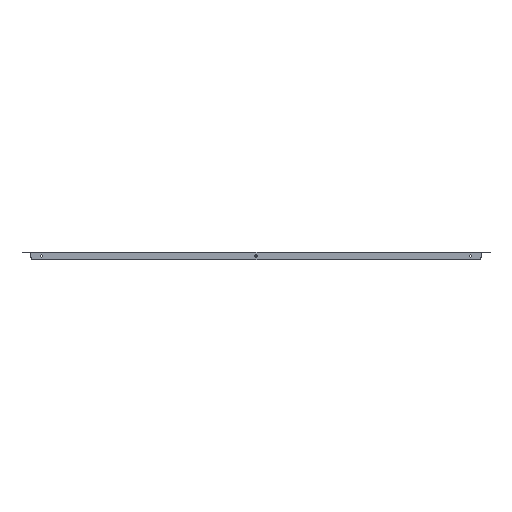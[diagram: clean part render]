
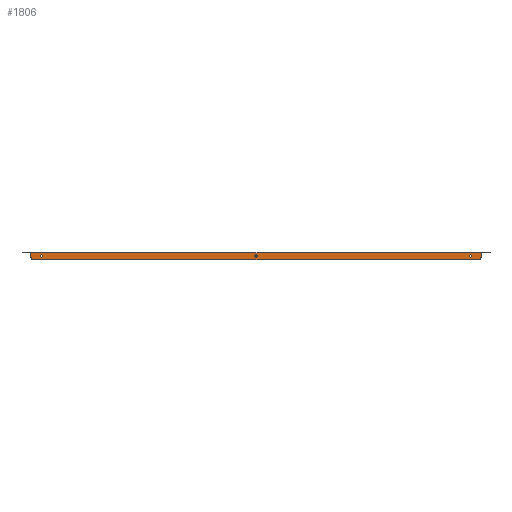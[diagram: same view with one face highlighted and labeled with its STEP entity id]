
A CAD part, front view. The second image highlights one B-rep face of the part: STEP entity #1806.
In plain terms, the highlighted planar face has unit normal (0, -1, 0).
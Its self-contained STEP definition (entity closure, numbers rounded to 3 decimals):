
#15 = CIRCLE ( 'NONE', #385, 2.1 ) ;
#26 = CARTESIAN_POINT ( 'NONE',  ( -421.25, -49.8, -10. ) ) ;
#93 = EDGE_LOOP ( 'NONE', ( #579 ) ) ;
#150 = VERTEX_POINT ( 'NONE', #939 ) ;
#191 = EDGE_CURVE ( 'NONE', #1835, #1474, #1673, .T. ) ;
#202 = EDGE_CURVE ( 'NONE', #1030, #1835, #1307, .T. ) ;
#206 = CARTESIAN_POINT ( 'NONE',  ( 0., -49.8, 0. ) ) ;
#213 = PLANE ( 'NONE',  #1543 ) ;
#214 = EDGE_CURVE ( 'NONE', #150, #150, #592, .T. ) ;
#228 = CARTESIAN_POINT ( 'NONE',  ( 0., -49.8, -5.4 ) ) ;
#281 = ORIENTED_EDGE ( 'NONE', *, *, #1638, .F. ) ;
#297 = CIRCLE ( 'NONE', #721, 2.1 ) ;
#305 = ORIENTED_EDGE ( 'NONE', *, *, #1162, .T. ) ;
#312 = DIRECTION ( 'NONE',  ( 0., 0., 1. ) ) ;
#315 = FACE_OUTER_BOUND ( 'NONE', #456, .T. ) ;
#332 = EDGE_LOOP ( 'NONE', ( #1386 ) ) ;
#338 = EDGE_CURVE ( 'NONE', #1708, #1030, #1450, .T. ) ;
#358 = DIRECTION ( 'NONE',  ( 0., 0., -1. ) ) ;
#364 = CARTESIAN_POINT ( 'NONE',  ( -426.25, -49.8, 0. ) ) ;
#377 = CARTESIAN_POINT ( 'NONE',  ( 421.25, -49.8, -10. ) ) ;
#385 = AXIS2_PLACEMENT_3D ( 'NONE', #1183, #1081, #784 ) ;
#456 = EDGE_LOOP ( 'NONE', ( #305, #1293, #474, #670, #1706, #281 ) ) ;
#474 = ORIENTED_EDGE ( 'NONE', *, *, #202, .T. ) ;
#497 = DIRECTION ( 'NONE',  ( 1., 0., 0. ) ) ;
#500 = CARTESIAN_POINT ( 'NONE',  ( 0., -49.8, -15. ) ) ;
#511 = EDGE_CURVE ( 'NONE', #1783, #1783, #15, .T. ) ;
#561 = DIRECTION ( 'NONE',  ( 0., -1., 0. ) ) ;
#567 = VECTOR ( 'NONE', #358, 1000. ) ;
#570 = VECTOR ( 'NONE', #497, 1000. ) ;
#579 = ORIENTED_EDGE ( 'NONE', *, *, #511, .T. ) ;
#587 = AXIS2_PLACEMENT_3D ( 'NONE', #832, #969, #1864 ) ;
#592 = CIRCLE ( 'NONE', #587, 2.1 ) ;
#670 = ORIENTED_EDGE ( 'NONE', *, *, #191, .T. ) ;
#721 = AXIS2_PLACEMENT_3D ( 'NONE', #740, #1308, #312 ) ;
#728 = DIRECTION ( 'NONE',  ( 0., 0., 1. ) ) ;
#740 = CARTESIAN_POINT ( 'NONE',  ( 406.25, -49.8, -7.5 ) ) ;
#784 = DIRECTION ( 'NONE',  ( 0., 0., 1. ) ) ;
#811 = FACE_BOUND ( 'NONE', #1860, .T. ) ;
#832 = CARTESIAN_POINT ( 'NONE',  ( -406.25, -49.8, -7.5 ) ) ;
#837 = VERTEX_POINT ( 'NONE', #1553 ) ;
#867 = EDGE_CURVE ( 'NONE', #837, #837, #297, .T. ) ;
#895 = CARTESIAN_POINT ( 'NONE',  ( -421.25, -49.8, -15. ) ) ;
#939 = CARTESIAN_POINT ( 'NONE',  ( -406.25, -49.8, -5.4 ) ) ;
#947 = CARTESIAN_POINT ( 'NONE',  ( 426.25, -49.8, 0. ) ) ;
#969 = DIRECTION ( 'NONE',  ( 0., 1., 0. ) ) ;
#1030 = VERTEX_POINT ( 'NONE', #895 ) ;
#1048 = AXIS2_PLACEMENT_3D ( 'NONE', #377, #561, #1424 ) ;
#1058 = VECTOR ( 'NONE', #1662, 1000. ) ;
#1081 = DIRECTION ( 'NONE',  ( 0., 1., 0. ) ) ;
#1113 = LINE ( 'NONE', #947, #1058 ) ;
#1152 = CARTESIAN_POINT ( 'NONE',  ( -426.25, -49.8, -0.919 ) ) ;
#1162 = EDGE_CURVE ( 'NONE', #1433, #1708, #1349, .T. ) ;
#1183 = CARTESIAN_POINT ( 'NONE',  ( 0., -49.8, -7.5 ) ) ;
#1186 = DIRECTION ( 'NONE',  ( 1., 0., 0. ) ) ;
#1190 = EDGE_CURVE ( 'NONE', #1474, #1598, #1113, .T. ) ;
#1230 = LINE ( 'NONE', #1777, #1443 ) ;
#1247 = CARTESIAN_POINT ( 'NONE',  ( 421.25, -49.8, -15. ) ) ;
#1250 = ORIENTED_EDGE ( 'NONE', *, *, #867, .T. ) ;
#1293 = ORIENTED_EDGE ( 'NONE', *, *, #338, .T. ) ;
#1307 = LINE ( 'NONE', #500, #570 ) ;
#1308 = DIRECTION ( 'NONE',  ( 0., 1., 0. ) ) ;
#1349 = LINE ( 'NONE', #364, #567 ) ;
#1351 = CARTESIAN_POINT ( 'NONE',  ( -426.25, -49.8, -10. ) ) ;
#1363 = DIRECTION ( 'NONE',  ( 0., 1., 0. ) ) ;
#1386 = ORIENTED_EDGE ( 'NONE', *, *, #214, .T. ) ;
#1424 = DIRECTION ( 'NONE',  ( 0., 0., 1. ) ) ;
#1433 = VERTEX_POINT ( 'NONE', #1152 ) ;
#1443 = VECTOR ( 'NONE', #1186, 1000. ) ;
#1450 = CIRCLE ( 'NONE', #1771, 5. ) ;
#1474 = VERTEX_POINT ( 'NONE', #1867 ) ;
#1509 = FACE_BOUND ( 'NONE', #332, .T. ) ;
#1543 = AXIS2_PLACEMENT_3D ( 'NONE', #206, #1363, #1836 ) ;
#1553 = CARTESIAN_POINT ( 'NONE',  ( 406.25, -49.8, -5.4 ) ) ;
#1598 = VERTEX_POINT ( 'NONE', #1636 ) ;
#1636 = CARTESIAN_POINT ( 'NONE',  ( 426.25, -49.8, -0.919 ) ) ;
#1638 = EDGE_CURVE ( 'NONE', #1433, #1598, #1230, .T. ) ;
#1662 = DIRECTION ( 'NONE',  ( 0., 0., 1. ) ) ;
#1673 = CIRCLE ( 'NONE', #1048, 5. ) ;
#1693 = FACE_BOUND ( 'NONE', #93, .T. ) ;
#1706 = ORIENTED_EDGE ( 'NONE', *, *, #1190, .T. ) ;
#1708 = VERTEX_POINT ( 'NONE', #1351 ) ;
#1743 = DIRECTION ( 'NONE',  ( 0., -1., 0. ) ) ;
#1771 = AXIS2_PLACEMENT_3D ( 'NONE', #26, #1743, #728 ) ;
#1777 = CARTESIAN_POINT ( 'NONE',  ( -428.796, -49.8, -0.919 ) ) ;
#1783 = VERTEX_POINT ( 'NONE', #228 ) ;
#1806 = ADVANCED_FACE ( 'NONE', ( #1509, #1693, #811, #315 ), #213, .F. ) ;
#1835 = VERTEX_POINT ( 'NONE', #1247 ) ;
#1836 = DIRECTION ( 'NONE',  ( 0., 0., 1. ) ) ;
#1860 = EDGE_LOOP ( 'NONE', ( #1250 ) ) ;
#1864 = DIRECTION ( 'NONE',  ( 0., 0., 1. ) ) ;
#1867 = CARTESIAN_POINT ( 'NONE',  ( 426.25, -49.8, -10. ) ) ;
